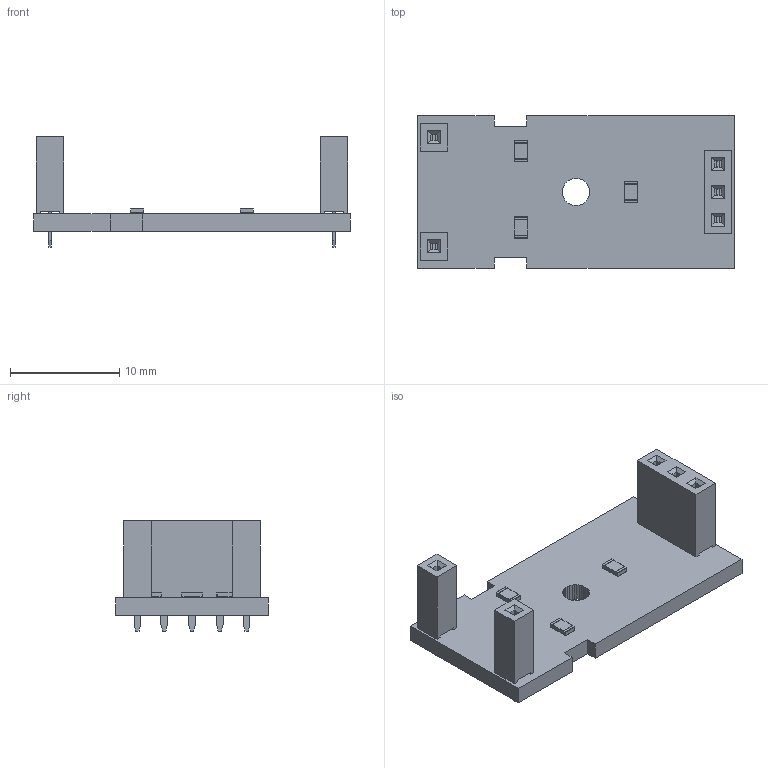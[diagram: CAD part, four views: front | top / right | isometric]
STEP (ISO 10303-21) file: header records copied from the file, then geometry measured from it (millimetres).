
FILE_DESCRIPTION(('KiCad electronic assembly'),'2;1');
FILE_NAME('ANDGATE.step','2024-01-22T22:46:37',('Pcbnew'),('Kicad'), 'Open CASCADE STEP processor 7.6','KiCad to STEP converter','Unknown' );
FILE_SCHEMA(('AUTOMOTIVE_DESIGN { 1 0 10303 214 1 1 1 1 }'));
Length unit declared in the file: millimetre
Products named in the file (8): ANDGATE 1; R_0805_2012Metric; SOLID; PinSocket_1x01_P2.54mm_Vertical; PinSocket_1x03_P2.54mm_Vertical; ANDGATE PCB
Assembly tree (10 placements, depth 3):
  ANDGATE 1
    R_0805_2012Metric  x3
      SOLID
    PinSocket_1x01_P2.54mm_Vertical  x2
      SOLID
    PinSocket_1x03_P2.54mm_Vertical
      SOLID
    ANDGATE PCB
Bounding box: 29 x 14 x 10.1 mm (x, y, z)
Volume: 841.3 mm3; surface area: 1442.2 mm2
Topology: 7 solids, 7 shells, 317 faces, 832 edges, 544 vertices
Faces by surface type: plane 288, cylinder 29
Full cylindrical faces by diameter (mm): 1 x5
Entity records: 15927 total; most frequent: CARTESIAN_POINT 2507, DIRECTION 2254, LINE 1724, VECTOR 1724, ORIENTED_EDGE 1184, PCURVE 1184, DEFINITIONAL_REPRESENTATION 1184, EDGE_CURVE 592
